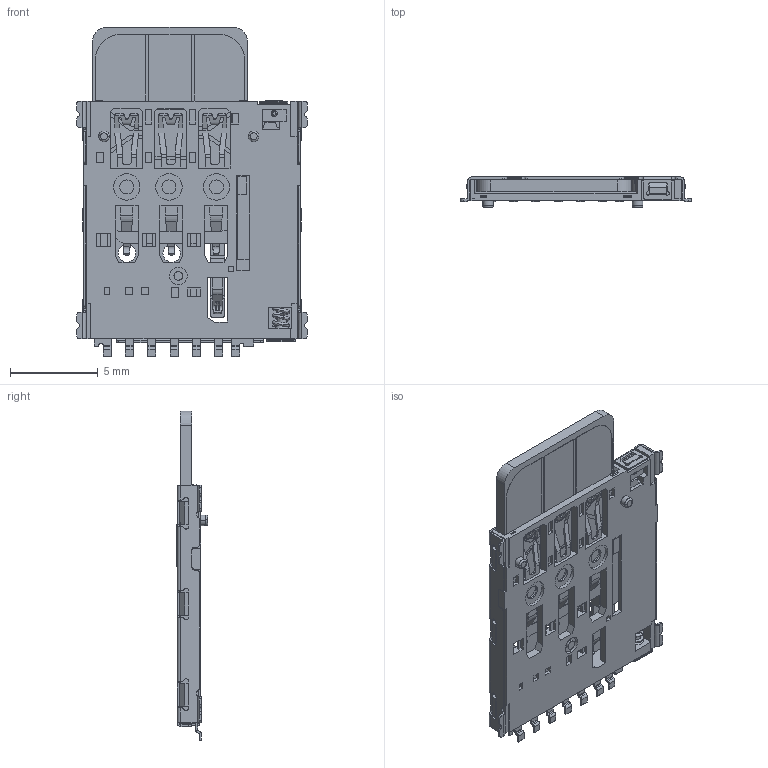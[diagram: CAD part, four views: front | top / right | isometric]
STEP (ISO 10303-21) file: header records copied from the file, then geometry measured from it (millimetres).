
FILE_DESCRIPTION((''),'2;1');
FILE_NAME('NS005-01Z0001_ASM','2024-11-26T10:46:41',('Administrator'),(''),'CREO PARAMETRIC BY PTC INC, 2022073','CREO PARAMETRIC BY PTC INC, 2022073','');
FILE_SCHEMA(('AUTOMOTIVE_DESIGN { 1 0 10303 214 1 1 1 1 }'));
Products named in the file (4): NS005-010_3_1; NANO_SIM_3_1; NS005-010___ASM_1_ASM; NS005-01Z0001_ASM
Assembly tree (3 placements, depth 3):
  NS005-01Z0001_ASM
    NS005-010___ASM_1_ASM
      NS005-010_3_1
      NANO_SIM_3_1
Bounding box: 13.09 x 1.79 x 18.73 mm (x, y, z)
Volume: 167.2 mm3; surface area: 1138.6 mm2
Topology: 2 solids, 5 shells, 1521 faces, 4373 edges, 2859 vertices
Faces by surface type: plane 991, cylinder 452, bspline 45, torus 22, cone 6, extrusion 5
Entity records: 65904 total; most frequent: CARTESIAN_POINT 15225, ORIENTED_EDGE 8746, DIRECTION 7774, EDGE_CURVE 4373, VECTOR 3140, LINE 3135, VERTEX_POINT 2859, AXIS2_PLACEMENT_3D 2317
